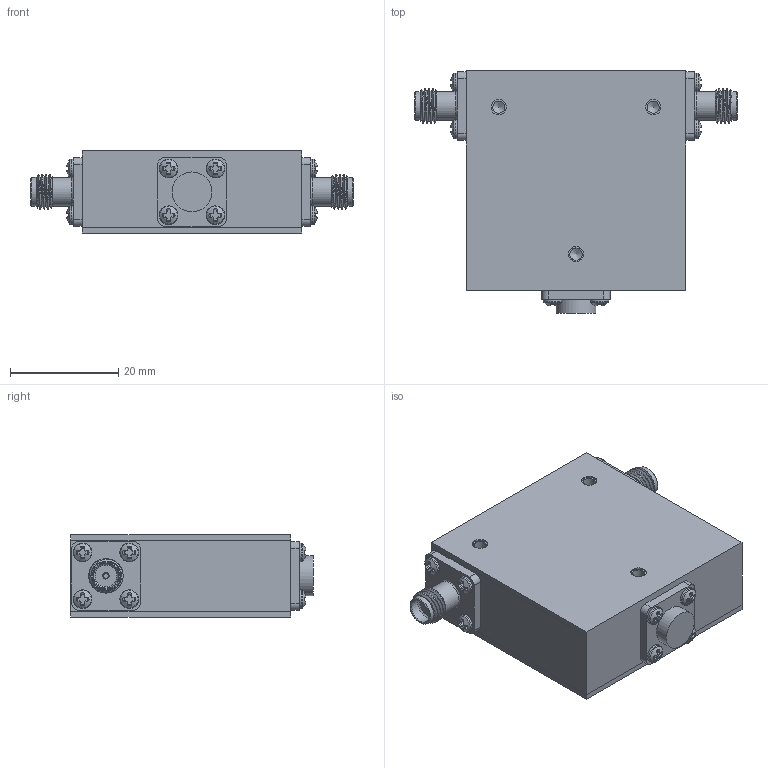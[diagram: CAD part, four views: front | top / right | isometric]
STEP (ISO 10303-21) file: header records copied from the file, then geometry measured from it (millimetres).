
FILE_DESCRIPTION (( 'STEP AP203' ), '1' );
FILE_NAME ('PE8301_3D.step', '2022-07-22T15:02:10', ( '' ), ( '' ), 'SwSTEP 2.0', 'SolidWorks 2021', '' );
FILE_SCHEMA (( 'CONFIG_CONTROL_DESIGN' ));
Length unit declared in the file: inch
Products named in the file (1): PE8301_3D
Bounding box: 59.69 x 44.83 x 15.29 mm (x, y, z)
Volume: 26307.6 mm3; surface area: 7319.6 mm2
Topology: 1 solids, 14 shells, 496 faces, 1247 edges, 829 vertices
Faces by surface type: plane 285, cylinder 77, cone 66, bspline 66, torus 2
Full cylindrical faces by diameter (mm): 0.914 x3, 1.016 x3, 1.168 x2, 2.261 x6, 2.578 x12, 2.845 x6, 3.454 x12, 4.521 x2, 5.334 x4, 7.366 x1
Entity records: 34168 total; most frequent: CARTESIAN_POINT 23660, ORIENTED_EDGE 2270, DIRECTION 1789, EDGE_CURVE 1135, VERTEX_POINT 796, AXIS2_PLACEMENT_3D 683, EDGE_LOOP 649, FACE_OUTER_BOUND 561
